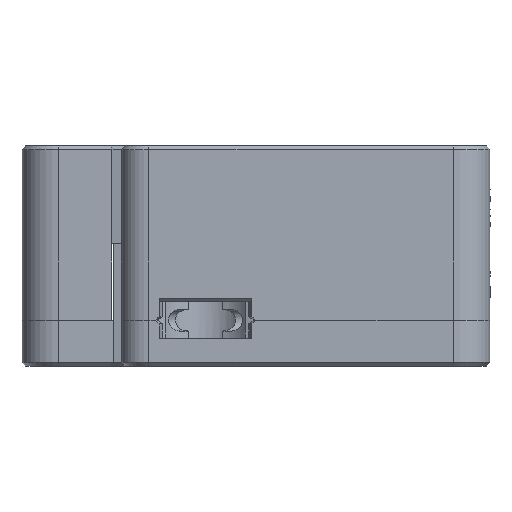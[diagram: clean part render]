
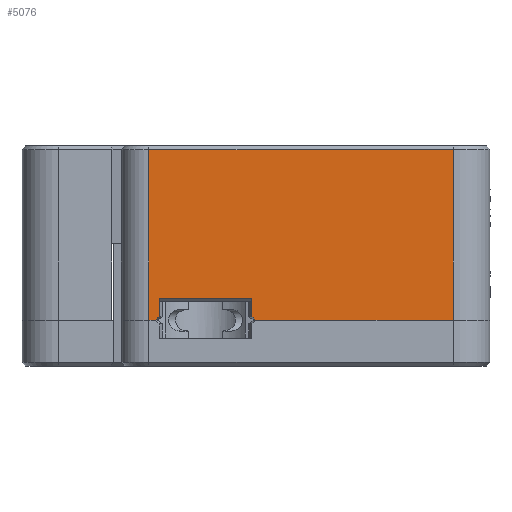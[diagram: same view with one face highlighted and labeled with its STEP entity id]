
A CAD part, left-side view. The second image highlights one B-rep face of the part: STEP entity #5076.
In plain terms, the highlighted planar face has unit normal (-1, 0, 0).
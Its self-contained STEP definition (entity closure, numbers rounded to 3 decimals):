
#86 = CARTESIAN_POINT ( 'NONE',  ( -11.3, -5.05, 0.4 ) ) ;
#95 = LINE ( 'NONE', #6926, #9605 ) ;
#216 = LINE ( 'NONE', #6823, #2607 ) ;
#350 = ORIENTED_EDGE ( 'NONE', *, *, #8100, .F. ) ;
#622 = VERTEX_POINT ( 'NONE', #86 ) ;
#643 = VERTEX_POINT ( 'NONE', #3728 ) ;
#709 = CARTESIAN_POINT ( 'NONE',  ( -11.3, 5.05, 2.4 ) ) ;
#880 = ORIENTED_EDGE ( 'NONE', *, *, #13460, .T. ) ;
#946 = EDGE_CURVE ( 'NONE', #9851, #1407, #11291, .T. ) ;
#1051 = EDGE_CURVE ( 'NONE', #622, #3648, #12790, .T. ) ;
#1082 = CARTESIAN_POINT ( 'NONE',  ( -11.3, 6.173, 18.6 ) ) ;
#1407 = VERTEX_POINT ( 'NONE', #4583 ) ;
#1656 = EDGE_LOOP ( 'NONE', ( #350, #9891, #5149, #5298, #880, #8763, #7942, #7554, #11988, #3960 ) ) ;
#1764 = CARTESIAN_POINT ( 'NONE',  ( -11.3, 5.05, 0.4 ) ) ;
#2192 = VECTOR ( 'NONE', #2222, 1000. ) ;
#2222 = DIRECTION ( 'NONE',  ( 0., 0., 1. ) ) ;
#2514 = VERTEX_POINT ( 'NONE', #1764 ) ;
#2595 = DIRECTION ( 'NONE',  ( 0., -1., 0. ) ) ;
#2598 = CARTESIAN_POINT ( 'NONE',  ( -11.3, -5.05, 0.4 ) ) ;
#2607 = VECTOR ( 'NONE', #6743, 1000. ) ;
#2666 = DIRECTION ( 'NONE',  ( 0., -0.707, -0.707 ) ) ;
#2929 = CARTESIAN_POINT ( 'NONE',  ( -11.3, 20., 0. ) ) ;
#3011 = VECTOR ( 'NONE', #10034, 1000. ) ;
#3129 = LINE ( 'NONE', #6634, #3011 ) ;
#3228 = CARTESIAN_POINT ( 'NONE',  ( -11.3, -5.05, 2.4 ) ) ;
#3648 = VERTEX_POINT ( 'NONE', #8538 ) ;
#3723 = VECTOR ( 'NONE', #9920, 1000. ) ;
#3728 = CARTESIAN_POINT ( 'NONE',  ( -11.3, -27., 0. ) ) ;
#3960 = ORIENTED_EDGE ( 'NONE', *, *, #10933, .T. ) ;
#4059 = DIRECTION ( 'NONE',  ( 0., -1., 0. ) ) ;
#4250 = EDGE_CURVE ( 'NONE', #9851, #4757, #7044, .T. ) ;
#4583 = CARTESIAN_POINT ( 'NONE',  ( -11.3, 6.173, 18.6 ) ) ;
#4618 = FACE_OUTER_BOUND ( 'NONE', #1656, .T. ) ;
#4696 = CARTESIAN_POINT ( 'NONE',  ( -11.3, 6.173, 0. ) ) ;
#4757 = VERTEX_POINT ( 'NONE', #9256 ) ;
#5076 = ADVANCED_FACE ( 'NONE', ( #4618 ), #9140, .F. ) ;
#5111 = VECTOR ( 'NONE', #9981, 1000. ) ;
#5149 = ORIENTED_EDGE ( 'NONE', *, *, #5880, .T. ) ;
#5298 = ORIENTED_EDGE ( 'NONE', *, *, #9216, .T. ) ;
#5389 = LINE ( 'NONE', #2929, #10593 ) ;
#5435 = VECTOR ( 'NONE', #13453, 1000. ) ;
#5686 = LINE ( 'NONE', #3228, #5111 ) ;
#5880 = EDGE_CURVE ( 'NONE', #3648, #643, #5389, .T. ) ;
#6383 = EDGE_CURVE ( 'NONE', #2514, #7476, #3129, .T. ) ;
#6634 = CARTESIAN_POINT ( 'NONE',  ( -11.3, 5.05, -2. ) ) ;
#6671 = CARTESIAN_POINT ( 'NONE',  ( -11.3, -5.05, -2. ) ) ;
#6743 = DIRECTION ( 'NONE',  ( 0., 0., 1. ) ) ;
#6823 = CARTESIAN_POINT ( 'NONE',  ( -11.3, -27., 93.495 ) ) ;
#6916 = DIRECTION ( 'NONE',  ( 0., 1., 0. ) ) ;
#6926 = CARTESIAN_POINT ( 'NONE',  ( -11.3, 5.05, 0.4 ) ) ;
#7044 = LINE ( 'NONE', #13764, #11036 ) ;
#7476 = VERTEX_POINT ( 'NONE', #709 ) ;
#7554 = ORIENTED_EDGE ( 'NONE', *, *, #10767, .T. ) ;
#7942 = ORIENTED_EDGE ( 'NONE', *, *, #4250, .T. ) ;
#8015 = CARTESIAN_POINT ( 'NONE',  ( -11.3, 6.173, -5. ) ) ;
#8031 = DIRECTION ( 'NONE',  ( 1., 0., 0. ) ) ;
#8100 = EDGE_CURVE ( 'NONE', #622, #13115, #9111, .T. ) ;
#8538 = CARTESIAN_POINT ( 'NONE',  ( -11.3, -5.45, 0. ) ) ;
#8763 = ORIENTED_EDGE ( 'NONE', *, *, #946, .F. ) ;
#9111 = LINE ( 'NONE', #6671, #5435 ) ;
#9140 = PLANE ( 'NONE',  #11788 ) ;
#9216 = EDGE_CURVE ( 'NONE', #643, #9956, #216, .T. ) ;
#9256 = CARTESIAN_POINT ( 'NONE',  ( -11.3, 5.45, 0. ) ) ;
#9605 = VECTOR ( 'NONE', #14609, 1000. ) ;
#9851 = VERTEX_POINT ( 'NONE', #4696 ) ;
#9891 = ORIENTED_EDGE ( 'NONE', *, *, #1051, .T. ) ;
#9920 = DIRECTION ( 'NONE',  ( 0., 1., 0. ) ) ;
#9956 = VERTEX_POINT ( 'NONE', #10623 ) ;
#9981 = DIRECTION ( 'NONE',  ( 0., -1., 0. ) ) ;
#10034 = DIRECTION ( 'NONE',  ( 0., 0., 1. ) ) ;
#10593 = VECTOR ( 'NONE', #4059, 1000. ) ;
#10623 = CARTESIAN_POINT ( 'NONE',  ( -11.3, -27., 18.6 ) ) ;
#10767 = EDGE_CURVE ( 'NONE', #4757, #2514, #95, .T. ) ;
#10933 = EDGE_CURVE ( 'NONE', #7476, #13115, #5686, .T. ) ;
#11036 = VECTOR ( 'NONE', #2595, 1000. ) ;
#11257 = LINE ( 'NONE', #1082, #3723 ) ;
#11291 = LINE ( 'NONE', #8015, #2192 ) ;
#11788 = AXIS2_PLACEMENT_3D ( 'NONE', #13700, #8031, #6916 ) ;
#11988 = ORIENTED_EDGE ( 'NONE', *, *, #6383, .T. ) ;
#12333 = CARTESIAN_POINT ( 'NONE',  ( -11.3, -5.05, 2.4 ) ) ;
#12790 = LINE ( 'NONE', #2598, #13854 ) ;
#13115 = VERTEX_POINT ( 'NONE', #12333 ) ;
#13453 = DIRECTION ( 'NONE',  ( 0., 0., 1. ) ) ;
#13460 = EDGE_CURVE ( 'NONE', #9956, #1407, #11257, .T. ) ;
#13700 = CARTESIAN_POINT ( 'NONE',  ( -11.3, 20., 93.495 ) ) ;
#13764 = CARTESIAN_POINT ( 'NONE',  ( -11.3, 20., 0. ) ) ;
#13854 = VECTOR ( 'NONE', #2666, 1000. ) ;
#14609 = DIRECTION ( 'NONE',  ( 0., -0.707, 0.707 ) ) ;
